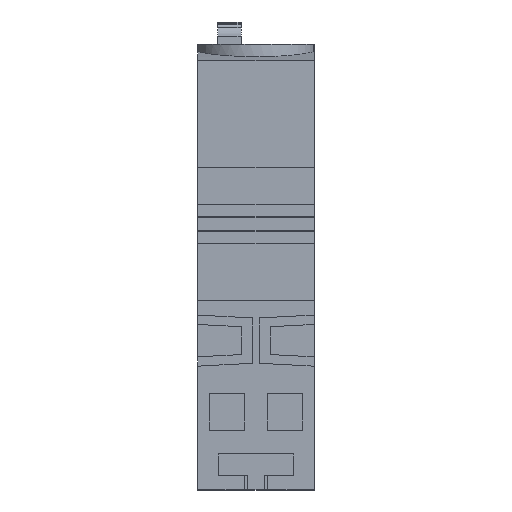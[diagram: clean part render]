
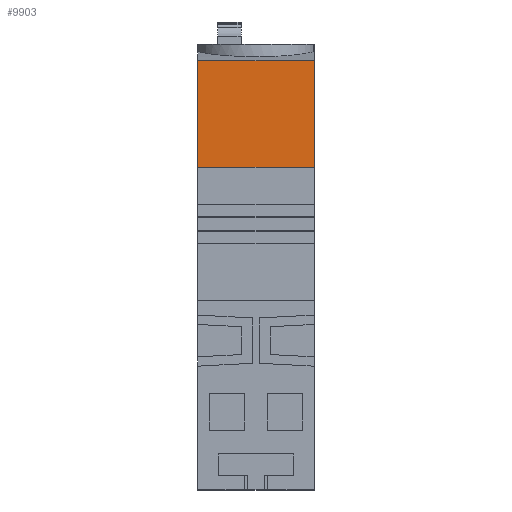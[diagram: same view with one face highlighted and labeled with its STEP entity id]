
A CAD part, front view. The second image highlights one B-rep face of the part: STEP entity #9903.
In plain terms, the highlighted planar face has unit normal (0, -1, 0).
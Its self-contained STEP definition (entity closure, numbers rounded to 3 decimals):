
#16=DIRECTION('',(0.,0.,1.));
#17=VECTOR('',#16,16.199);
#18=CARTESIAN_POINT('',(0.,17.9,49.3));
#19=LINE('',#18,#17);
#387=DIRECTION('',(1.,0.,0.));
#388=VECTOR('',#387,17.8);
#389=CARTESIAN_POINT('',(0.,17.9,65.499));
#390=LINE('',#389,#388);
#2888=DIRECTION('',(1.,0.,0.));
#2889=VECTOR('',#2888,17.8);
#2890=CARTESIAN_POINT('',(0.,17.9,49.3));
#2891=LINE('',#2890,#2889);
#3000=DIRECTION('',(0.,0.,1.));
#3001=VECTOR('',#3000,16.199);
#3002=CARTESIAN_POINT('',(17.8,17.9,49.3));
#3003=LINE('',#3002,#3001);
#4504=CARTESIAN_POINT('',(0.,17.9,49.3));
#4505=VERTEX_POINT('',#4504);
#4506=CARTESIAN_POINT('',(0.,17.9,65.499));
#4507=VERTEX_POINT('',#4506);
#4630=CARTESIAN_POINT('',(17.8,17.9,49.3));
#4631=VERTEX_POINT('',#4630);
#4632=CARTESIAN_POINT('',(17.8,17.9,65.499));
#4633=VERTEX_POINT('',#4632);
#9891=CARTESIAN_POINT('',(0.,17.9,49.3));
#9892=DIRECTION('',(0.,-1.,0.));
#9893=DIRECTION('',(0.,0.,1.));
#9894=AXIS2_PLACEMENT_3D('',#9891,#9892,#9893);
#9895=PLANE('',#9894);
#9896=ORIENTED_EDGE('',*,*,#5833,.T.);
#9897=ORIENTED_EDGE('',*,*,#6038,.T.);
#9899=ORIENTED_EDGE('',*,*,#9898,.F.);
#9900=ORIENTED_EDGE('',*,*,#9871,.F.);
#9901=EDGE_LOOP('',(#9896,#9897,#9899,#9900));
#9902=FACE_OUTER_BOUND('',#9901,.F.);
#5833=EDGE_CURVE('',#4505,#4507,#19,.T.);
#6038=EDGE_CURVE('',#4507,#4633,#390,.T.);
#9871=EDGE_CURVE('',#4505,#4631,#2891,.T.);
#9898=EDGE_CURVE('',#4631,#4633,#3003,.T.);
#9903=ADVANCED_FACE('',(#9902),#9895,.T.);
